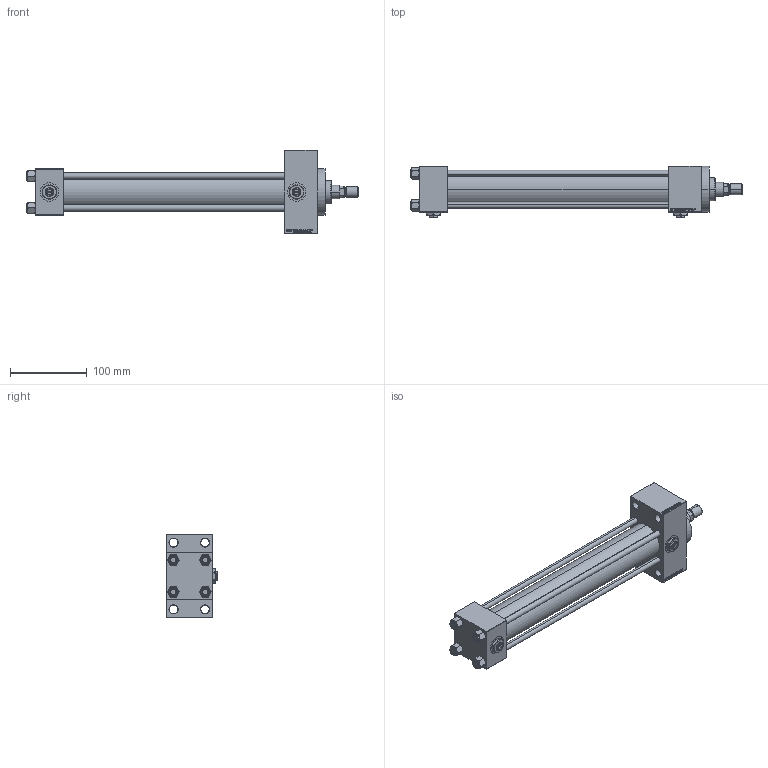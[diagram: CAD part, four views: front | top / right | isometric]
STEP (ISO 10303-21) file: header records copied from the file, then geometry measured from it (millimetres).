
FILE_DESCRIPTION (( 'STEP AP203' ), '1' );
FILE_NAME ('7768.STEP', '2022-04-16T02:12:35', ( '' ), ( '' ), 'SwSTEP 2.0', 'SolidWorks 2019', '' );
FILE_SCHEMA (( 'CONFIG_CONTROL_DESIGN' ));
Length unit declared in the file: millimetre
Products named in the file (8): V215CR_D_TYCINKA b63b8c7cc74eab5949e46708d4ba51d3; 7768; ROD_END_AH b63b8c7cc74eab5949e46708d4ba51d3; V215CR_D_Body b63b8c7cc74eab5949e46708d4ba51d3; V215CR_VCP_D b63b8c7cc74eab5949e46708d4ba51d3; Zatka_pro_OIL_PORT b63b8c7cc74eab5949e46708d4ba51d3; V215_VC_A b63b8c7cc74eab5949e46708d4ba51d3; NUT_M5_D b63b8c7cc74eab5949e46708d4ba51d3
Assembly tree (14 placements, depth 2):
  7768
    V215CR_D_Body b63b8c7cc74eab5949e46708d4ba51d3
    V215CR_VCP_D b63b8c7cc74eab5949e46708d4ba51d3
    NUT_M5_D b63b8c7cc74eab5949e46708d4ba51d3  x4
    V215CR_D_TYCINKA b63b8c7cc74eab5949e46708d4ba51d3  x4
    V215_VC_A b63b8c7cc74eab5949e46708d4ba51d3
    ROD_END_AH b63b8c7cc74eab5949e46708d4ba51d3
    Zatka_pro_OIL_PORT b63b8c7cc74eab5949e46708d4ba51d3  x2
Bounding box: 433 x 67 x 109 mm (x, y, z)
Volume: 716035.5 mm3; surface area: 223267.4 mm2
Topology: 14 solids, 14 shells, 1228 faces, 3030 edges, 1949 vertices
Faces by surface type: plane 552, bspline 368, cone 190, cylinder 108, torus 10
Entity records: 49974 total; most frequent: CARTESIAN_POINT 25785, ORIENTED_EDGE 5360, DIRECTION 3576, EDGE_CURVE 2680, VERTEX_POINT 1747, LINE 1568, VECTOR 1568, EDGE_LOOP 1207
